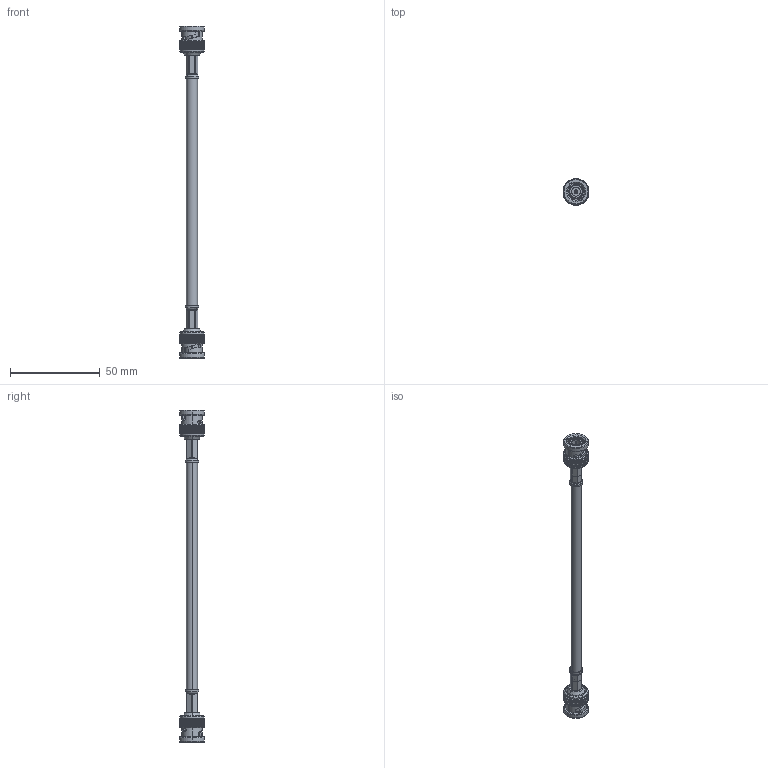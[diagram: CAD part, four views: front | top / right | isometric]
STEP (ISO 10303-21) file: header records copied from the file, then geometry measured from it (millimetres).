
FILE_DESCRIPTION (( 'STEP AP203' ), '1' );
FILE_NAME ('PE3075LF.step', '2018-06-06T19:22:19', ( '' ), ( '' ), 'SwSTEP 2.0', 'SolidWorks 2017', '' );
FILE_SCHEMA (( 'CONFIG_CONTROL_DESIGN' ));
Length unit declared in the file: inch
Products named in the file (3): PE4018_Crimped; Coax Cable_RG59; PE3075LF
Assembly tree (3 placements, depth 2):
  PE3075LF
    Coax Cable_RG59
    PE4018_Crimped  x2
Bounding box: 14.46 x 14.46 x 185.04 mm (x, y, z)
Volume: 7215.1 mm3; surface area: 8339 mm2
Topology: 7 solids, 7 shells, 1024 faces, 2424 edges, 1438 vertices
Faces by surface type: plane 370, cylinder 320, cone 298, bspline 32, sphere 4
Entity records: 18272 total; most frequent: CARTESIAN_POINT 6680, ORIENTED_EDGE 2430, DIRECTION 2263, EDGE_CURVE 1215, AXIS2_PLACEMENT_3D 936, VERTEX_POINT 721, EDGE_LOOP 534, ADVANCED_FACE 514
